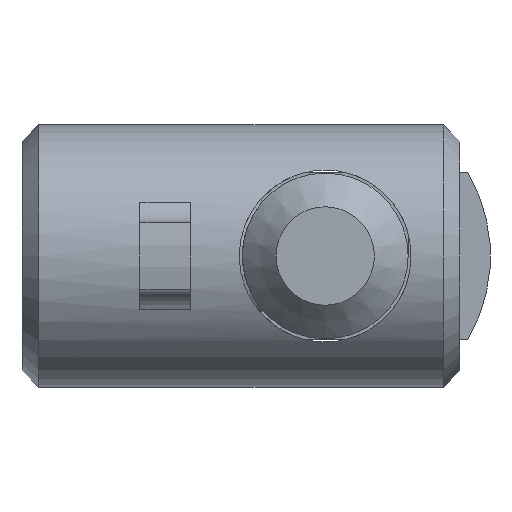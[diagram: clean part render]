
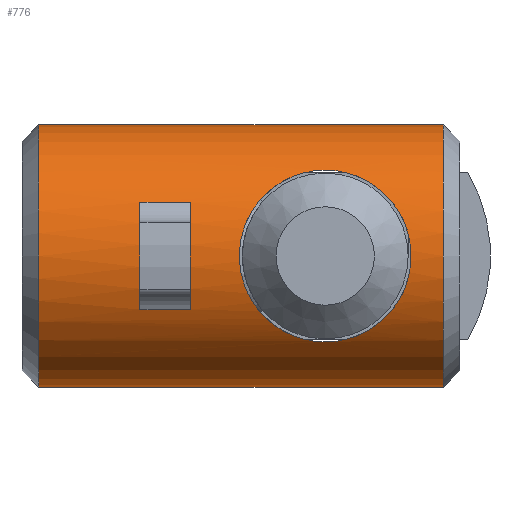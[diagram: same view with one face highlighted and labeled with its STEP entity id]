
A CAD part, left-side view. The second image highlights one B-rep face of the part: STEP entity #776.
In plain terms, the highlighted cylindrical face has radius 3.9 mm (diameter 7.8 mm), a full revolution.
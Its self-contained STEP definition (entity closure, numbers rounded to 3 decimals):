
#42=FACE_BOUND('',#193,.T.);
#43=FACE_BOUND('',#194,.T.);
#44=FACE_BOUND('',#195,.T.);
#45=FACE_BOUND('',#196,.T.);
#52=CYLINDRICAL_SURFACE('',#913,3.9);
#101=CIRCLE('',#912,3.9);
#102=CIRCLE('',#914,3.9);
#103=CIRCLE('',#915,3.9);
#104=CIRCLE('',#916,3.9);
#105=CIRCLE('',#917,3.9);
#106=CIRCLE('',#918,3.9);
#146=FACE_OUTER_BOUND('',#192,.T.);
#192=EDGE_LOOP('',(#615,#616,#617,#618));
#193=EDGE_LOOP('',(#619,#620,#621,#622));
#194=EDGE_LOOP('',(#623));
#195=EDGE_LOOP('',(#624));
#196=EDGE_LOOP('',(#625,#626,#627,#628));
#256=LINE('',#1350,#311);
#257=LINE('',#1353,#312);
#258=LINE('',#1357,#313);
#259=LINE('',#1431,#314);
#260=LINE('',#1435,#315);
#311=VECTOR('',#1069,3.9);
#312=VECTOR('',#1070,10.);
#313=VECTOR('',#1073,10.);
#314=VECTOR('',#1076,10.);
#315=VECTOR('',#1079,10.);
#342=B_SPLINE_CURVE_WITH_KNOTS('',3,(#1360,#1361,#1362,#1363,#1364,#1365,
#1366,#1367,#1368,#1369,#1370,#1371,#1372,#1373,#1374,#1375,#1376,#1377,
#1378,#1379,#1380,#1381,#1382,#1383,#1384,#1385,#1386,#1387,#1388,#1389,
#1390,#1391,#1392,#1393),.UNSPECIFIED.,.T.,.F.,(4,2,2,2,2,2,2,2,2,2,2,2,
2,2,2,2,4),(0.,0.1,0.201,0.3,0.399,
0.499,0.598,0.698,0.799,
0.899,0.999,1.099,1.198,1.298,
1.397,1.497,1.598),.UNSPECIFIED.);
#343=B_SPLINE_CURVE_WITH_KNOTS('',3,(#1395,#1396,#1397,#1398,#1399,#1400,
#1401,#1402,#1403,#1404,#1405,#1406,#1407,#1408,#1409,#1410,#1411,#1412,
#1413,#1414,#1415,#1416,#1417,#1418,#1419,#1420,#1421,#1422,#1423,#1424,
#1425,#1426,#1427,#1428),.UNSPECIFIED.,.T.,.F.,(4,2,2,2,2,2,2,2,2,2,2,2,
2,2,2,2,4),(0.,0.1,0.201,0.3,0.399,
0.499,0.598,0.698,0.799,
0.899,0.999,1.099,1.198,1.298,
1.397,1.497,1.598),.UNSPECIFIED.);
#376=VERTEX_POINT('',#1344);
#377=VERTEX_POINT('',#1348);
#378=VERTEX_POINT('',#1351);
#379=VERTEX_POINT('',#1352);
#380=VERTEX_POINT('',#1354);
#381=VERTEX_POINT('',#1356);
#382=VERTEX_POINT('',#1359);
#383=VERTEX_POINT('',#1394);
#384=VERTEX_POINT('',#1429);
#385=VERTEX_POINT('',#1430);
#386=VERTEX_POINT('',#1432);
#387=VERTEX_POINT('',#1434);
#464=EDGE_CURVE('',#376,#376,#101,.T.);
#465=EDGE_CURVE('',#377,#377,#102,.T.);
#466=EDGE_CURVE('',#377,#376,#256,.T.);
#467=EDGE_CURVE('',#378,#379,#257,.T.);
#468=EDGE_CURVE('',#378,#380,#103,.T.);
#469=EDGE_CURVE('',#380,#381,#258,.T.);
#470=EDGE_CURVE('',#381,#379,#104,.T.);
#471=EDGE_CURVE('',#382,#382,#342,.T.);
#472=EDGE_CURVE('',#383,#383,#343,.T.);
#473=EDGE_CURVE('',#384,#385,#259,.T.);
#474=EDGE_CURVE('',#384,#386,#105,.T.);
#475=EDGE_CURVE('',#386,#387,#260,.T.);
#476=EDGE_CURVE('',#387,#385,#106,.T.);
#615=ORIENTED_EDGE('',*,*,#465,.F.);
#616=ORIENTED_EDGE('',*,*,#466,.T.);
#617=ORIENTED_EDGE('',*,*,#464,.F.);
#618=ORIENTED_EDGE('',*,*,#466,.F.);
#619=ORIENTED_EDGE('',*,*,#467,.F.);
#620=ORIENTED_EDGE('',*,*,#468,.T.);
#621=ORIENTED_EDGE('',*,*,#469,.T.);
#622=ORIENTED_EDGE('',*,*,#470,.T.);
#623=ORIENTED_EDGE('',*,*,#471,.T.);
#624=ORIENTED_EDGE('',*,*,#472,.T.);
#625=ORIENTED_EDGE('',*,*,#473,.F.);
#626=ORIENTED_EDGE('',*,*,#474,.T.);
#627=ORIENTED_EDGE('',*,*,#475,.T.);
#628=ORIENTED_EDGE('',*,*,#476,.T.);
#776=ADVANCED_FACE('',(#146,#42,#43,#44,#45),#52,.T.);
#912=AXIS2_PLACEMENT_3D('',#1346,#1063,#1064);
#913=AXIS2_PLACEMENT_3D('',#1347,#1065,#1066);
#914=AXIS2_PLACEMENT_3D('',#1349,#1067,#1068);
#915=AXIS2_PLACEMENT_3D('',#1355,#1071,#1072);
#916=AXIS2_PLACEMENT_3D('',#1358,#1074,#1075);
#917=AXIS2_PLACEMENT_3D('',#1433,#1077,#1078);
#918=AXIS2_PLACEMENT_3D('',#1436,#1080,#1081);
#1063=DIRECTION('center_axis',(0.,0.,-1.));
#1064=DIRECTION('ref_axis',(-1.,0.,0.));
#1065=DIRECTION('center_axis',(0.,0.,1.));
#1066=DIRECTION('ref_axis',(-1.,0.,0.));
#1067=DIRECTION('center_axis',(0.,0.,1.));
#1068=DIRECTION('ref_axis',(-1.,0.,0.));
#1069=DIRECTION('',(0.,0.,-1.));
#1070=DIRECTION('',(0.,0.,-1.));
#1071=DIRECTION('center_axis',(0.,0.,1.));
#1072=DIRECTION('ref_axis',(-1.,0.,0.));
#1073=DIRECTION('',(0.,0.,-1.));
#1074=DIRECTION('center_axis',(0.,0.,-1.));
#1075=DIRECTION('ref_axis',(-1.,0.,0.));
#1076=DIRECTION('',(0.,0.,-1.));
#1077=DIRECTION('center_axis',(0.,0.,1.));
#1078=DIRECTION('ref_axis',(-1.,0.,0.));
#1079=DIRECTION('',(0.,0.,-1.));
#1080=DIRECTION('center_axis',(0.,0.,-1.));
#1081=DIRECTION('ref_axis',(-1.,0.,0.));
#1344=CARTESIAN_POINT('',(3.9,0.,-6.));
#1346=CARTESIAN_POINT('Origin',(0.,0.,-6.));
#1347=CARTESIAN_POINT('Origin',(0.,0.,0.));
#1348=CARTESIAN_POINT('',(3.9,0.,6.));
#1349=CARTESIAN_POINT('Origin',(0.,0.,6.));
#1350=CARTESIAN_POINT('',(3.9,0.,0.));
#1351=CARTESIAN_POINT('',(-1.589,-3.562,3.));
#1352=CARTESIAN_POINT('',(-1.589,-3.562,1.5));
#1353=CARTESIAN_POINT('',(-1.589,-3.562,3.));
#1354=CARTESIAN_POINT('',(1.589,-3.562,3.));
#1355=CARTESIAN_POINT('Origin',(0.,0.,3.));
#1356=CARTESIAN_POINT('',(1.589,-3.562,1.5));
#1357=CARTESIAN_POINT('',(1.589,-3.562,3.));
#1358=CARTESIAN_POINT('Origin',(0.,0.,1.5));
#1359=CARTESIAN_POINT('',(-2.55,2.951,-2.5));
#1360=CARTESIAN_POINT('Ctrl Pts',(-2.55,2.951,-2.5));
#1361=CARTESIAN_POINT('Ctrl Pts',(-2.55,2.951,-2.834));
#1362=CARTESIAN_POINT('Ctrl Pts',(-2.481,3.014,-3.179));
#1363=CARTESIAN_POINT('Ctrl Pts',(-2.219,3.212,-3.802));
#1364=CARTESIAN_POINT('Ctrl Pts',(-2.025,3.342,-4.081));
#1365=CARTESIAN_POINT('Ctrl Pts',(-1.583,3.573,-4.523));
#1366=CARTESIAN_POINT('Ctrl Pts',(-1.303,3.69,-4.718));
#1367=CARTESIAN_POINT('Ctrl Pts',(-0.678,3.854,-4.982));
#1368=CARTESIAN_POINT('Ctrl Pts',(-0.331,3.9,-5.05));
#1369=CARTESIAN_POINT('Ctrl Pts',(0.331,3.9,-5.05));
#1370=CARTESIAN_POINT('Ctrl Pts',(0.678,3.854,-4.982));
#1371=CARTESIAN_POINT('Ctrl Pts',(1.303,3.69,-4.718));
#1372=CARTESIAN_POINT('Ctrl Pts',(1.583,3.573,-4.523));
#1373=CARTESIAN_POINT('Ctrl Pts',(2.025,3.342,-4.081));
#1374=CARTESIAN_POINT('Ctrl Pts',(2.219,3.212,-3.802));
#1375=CARTESIAN_POINT('Ctrl Pts',(2.481,3.014,-3.179));
#1376=CARTESIAN_POINT('Ctrl Pts',(2.55,2.951,-2.834));
#1377=CARTESIAN_POINT('Ctrl Pts',(2.55,2.951,-2.166));
#1378=CARTESIAN_POINT('Ctrl Pts',(2.481,3.014,-1.821));
#1379=CARTESIAN_POINT('Ctrl Pts',(2.219,3.212,-1.198));
#1380=CARTESIAN_POINT('Ctrl Pts',(2.025,3.342,-0.919));
#1381=CARTESIAN_POINT('Ctrl Pts',(1.583,3.573,-0.477));
#1382=CARTESIAN_POINT('Ctrl Pts',(1.303,3.69,-0.282));
#1383=CARTESIAN_POINT('Ctrl Pts',(0.678,3.854,-0.018));
#1384=CARTESIAN_POINT('Ctrl Pts',(0.331,3.9,0.05));
#1385=CARTESIAN_POINT('Ctrl Pts',(-0.331,3.9,0.05));
#1386=CARTESIAN_POINT('Ctrl Pts',(-0.678,3.854,-0.018));
#1387=CARTESIAN_POINT('Ctrl Pts',(-1.303,3.69,-0.282));
#1388=CARTESIAN_POINT('Ctrl Pts',(-1.583,3.573,-0.477));
#1389=CARTESIAN_POINT('Ctrl Pts',(-2.025,3.342,-0.919));
#1390=CARTESIAN_POINT('Ctrl Pts',(-2.219,3.212,-1.198));
#1391=CARTESIAN_POINT('Ctrl Pts',(-2.481,3.014,-1.821));
#1392=CARTESIAN_POINT('Ctrl Pts',(-2.55,2.951,-2.166));
#1393=CARTESIAN_POINT('Ctrl Pts',(-2.55,2.951,-2.5));
#1394=CARTESIAN_POINT('',(-2.55,-2.951,-2.5));
#1395=CARTESIAN_POINT('Ctrl Pts',(-2.55,-2.951,-2.5));
#1396=CARTESIAN_POINT('Ctrl Pts',(-2.55,-2.951,-2.166));
#1397=CARTESIAN_POINT('Ctrl Pts',(-2.481,-3.014,-1.821));
#1398=CARTESIAN_POINT('Ctrl Pts',(-2.219,-3.212,-1.198));
#1399=CARTESIAN_POINT('Ctrl Pts',(-2.025,-3.342,-0.919));
#1400=CARTESIAN_POINT('Ctrl Pts',(-1.583,-3.573,-0.477));
#1401=CARTESIAN_POINT('Ctrl Pts',(-1.303,-3.69,-0.282));
#1402=CARTESIAN_POINT('Ctrl Pts',(-0.678,-3.854,
-0.018));
#1403=CARTESIAN_POINT('Ctrl Pts',(-0.331,-3.9,0.05));
#1404=CARTESIAN_POINT('Ctrl Pts',(0.331,-3.9,0.05));
#1405=CARTESIAN_POINT('Ctrl Pts',(0.678,-3.854,-0.018));
#1406=CARTESIAN_POINT('Ctrl Pts',(1.303,-3.69,-0.282));
#1407=CARTESIAN_POINT('Ctrl Pts',(1.583,-3.573,-0.477));
#1408=CARTESIAN_POINT('Ctrl Pts',(2.025,-3.342,-0.919));
#1409=CARTESIAN_POINT('Ctrl Pts',(2.219,-3.212,-1.198));
#1410=CARTESIAN_POINT('Ctrl Pts',(2.481,-3.014,-1.821));
#1411=CARTESIAN_POINT('Ctrl Pts',(2.55,-2.951,-2.166));
#1412=CARTESIAN_POINT('Ctrl Pts',(2.55,-2.951,-2.834));
#1413=CARTESIAN_POINT('Ctrl Pts',(2.481,-3.014,-3.179));
#1414=CARTESIAN_POINT('Ctrl Pts',(2.219,-3.212,-3.802));
#1415=CARTESIAN_POINT('Ctrl Pts',(2.025,-3.342,-4.081));
#1416=CARTESIAN_POINT('Ctrl Pts',(1.583,-3.573,-4.523));
#1417=CARTESIAN_POINT('Ctrl Pts',(1.303,-3.69,-4.718));
#1418=CARTESIAN_POINT('Ctrl Pts',(0.678,-3.854,-4.982));
#1419=CARTESIAN_POINT('Ctrl Pts',(0.331,-3.9,-5.05));
#1420=CARTESIAN_POINT('Ctrl Pts',(-0.331,-3.9,-5.05));
#1421=CARTESIAN_POINT('Ctrl Pts',(-0.678,-3.854,
-4.982));
#1422=CARTESIAN_POINT('Ctrl Pts',(-1.303,-3.69,-4.718));
#1423=CARTESIAN_POINT('Ctrl Pts',(-1.583,-3.573,-4.523));
#1424=CARTESIAN_POINT('Ctrl Pts',(-2.025,-3.342,-4.081));
#1425=CARTESIAN_POINT('Ctrl Pts',(-2.219,-3.212,-3.802));
#1426=CARTESIAN_POINT('Ctrl Pts',(-2.481,-3.014,-3.179));
#1427=CARTESIAN_POINT('Ctrl Pts',(-2.55,-2.951,-2.834));
#1428=CARTESIAN_POINT('Ctrl Pts',(-2.55,-2.951,-2.5));
#1429=CARTESIAN_POINT('',(1.589,3.562,3.));
#1430=CARTESIAN_POINT('',(1.589,3.562,1.5));
#1431=CARTESIAN_POINT('',(1.589,3.562,3.));
#1432=CARTESIAN_POINT('',(-1.589,3.562,3.));
#1433=CARTESIAN_POINT('Origin',(0.,0.,3.));
#1434=CARTESIAN_POINT('',(-1.589,3.562,1.5));
#1435=CARTESIAN_POINT('',(-1.589,3.562,3.));
#1436=CARTESIAN_POINT('Origin',(0.,0.,1.5));
